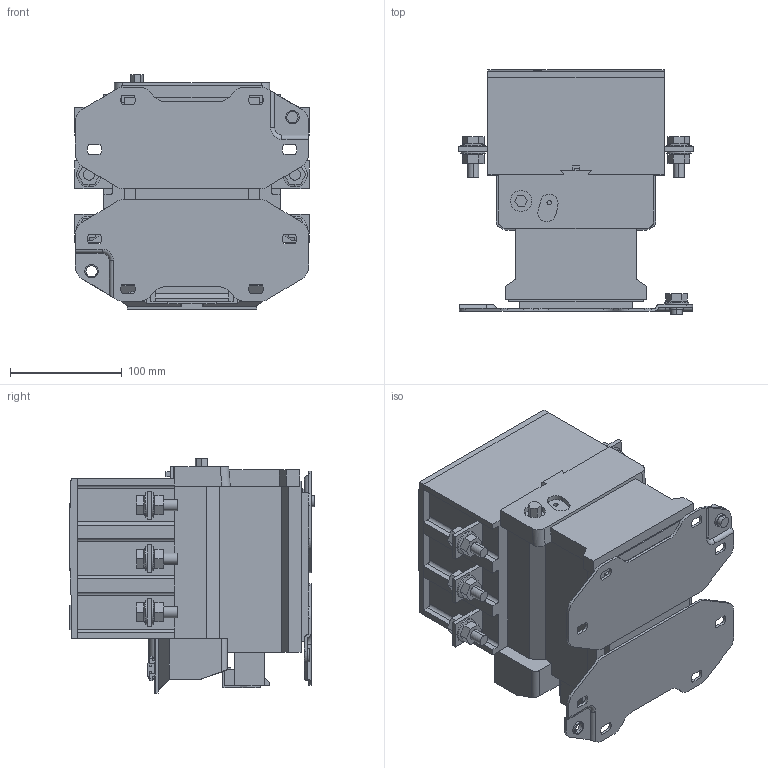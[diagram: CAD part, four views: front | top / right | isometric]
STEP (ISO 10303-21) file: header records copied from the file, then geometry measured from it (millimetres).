
FILE_DESCRIPTION (( 'STEP AP214' ), '1' );
FILE_NAME ('KKT60-400-230-10 Êîíòàêòîð ÊÒÈ-6400 400À 230Â_ÀÑ3 ÈÝÊ.STEP', '2017-12-19T07:10:16', ( '' ), ( '' ), 'SwSTEP 2.0', 'SolidWorks 2014', '' );
FILE_SCHEMA (( 'AUTOMOTIVE_DESIGN' ));
Length unit declared in the file: millimetre
Products named in the file (1): KKT60-400-230-10 Êîíòàêòîð ÊÒÈ-6400  400À  230Â_ÀÑ3 ÈÝÊ
Bounding box: 210 x 219.42 x 210 mm (x, y, z)
Volume: 4596330.5 mm3; surface area: 305964.9 mm2
Topology: 14 solids, 14 shells, 1410 faces, 3733 edges, 2440 vertices
Faces by surface type: plane 903, cylinder 279, bspline 163, cone 52, torus 13
Entity records: 52256 total; most frequent: CARTESIAN_POINT 17823, ORIENTED_EDGE 7466, DIRECTION 6431, EDGE_CURVE 3733, VECTOR 2669, LINE 2669, VERTEX_POINT 2440, AXIS2_PLACEMENT_3D 1881
